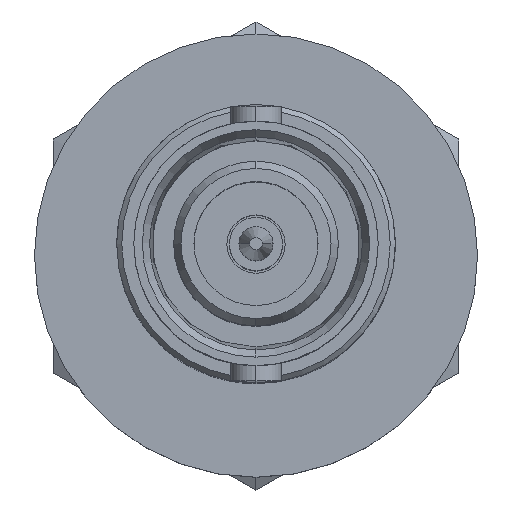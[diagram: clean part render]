
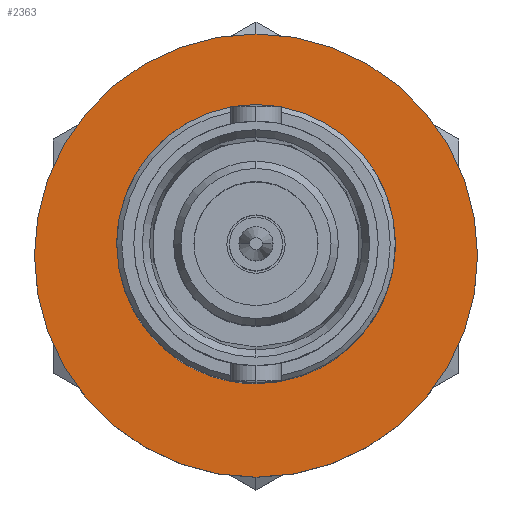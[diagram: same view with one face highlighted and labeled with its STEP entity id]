
A CAD part, top view. The second image highlights one B-rep face of the part: STEP entity #2363.
In plain terms, the highlighted face is planar.
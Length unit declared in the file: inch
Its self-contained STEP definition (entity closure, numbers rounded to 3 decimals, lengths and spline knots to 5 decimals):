
#288 = CARTESIAN_POINT ( 'NONE',  ( 0.91732, -0.34449, 0. ) ) ;
#296 = EDGE_CURVE ( 'NONE', #3225, #4281, #10828, .T. ) ;
#692 = DIRECTION ( 'NONE',  ( 1., 0., 0. ) ) ;
#967 = AXIS2_PLACEMENT_3D ( 'NONE', #2104, #2342, #8488 ) ;
#1301 = ORIENTED_EDGE ( 'NONE', *, *, #296, .F. ) ;
#1602 = VERTEX_POINT ( 'NONE', #10547 ) ;
#2083 = AXIS2_PLACEMENT_3D ( 'NONE', #6188, #9836, #2428 ) ;
#2104 = CARTESIAN_POINT ( 'NONE',  ( 0.91732, 0., 0. ) ) ;
#2259 = CIRCLE ( 'NONE', #7787, 0.34449 ) ;
#2342 = DIRECTION ( 'NONE',  ( -1., 0., 0. ) ) ;
#2363 = ADVANCED_FACE ( 'NONE', ( #9577, #10397 ), #9454, .F. ) ;
#2399 = DIRECTION ( 'NONE',  ( -1., 0., 0. ) ) ;
#2428 = DIRECTION ( 'NONE',  ( 0., 1., 0. ) ) ;
#2542 = ORIENTED_EDGE ( 'NONE', *, *, #6734, .T. ) ;
#3225 = VERTEX_POINT ( 'NONE', #5886 ) ;
#3717 = ORIENTED_EDGE ( 'NONE', *, *, #6044, .T. ) ;
#4281 = VERTEX_POINT ( 'NONE', #288 ) ;
#4427 = DIRECTION ( 'NONE',  ( 1., 0., 0. ) ) ;
#5884 = CIRCLE ( 'NONE', #11030, 0.19685 ) ;
#5886 = CARTESIAN_POINT ( 'NONE',  ( 0.91732, 0.34449, 0. ) ) ;
#6044 = EDGE_CURVE ( 'NONE', #3225, #4281, #2259, .T. ) ;
#6188 = CARTESIAN_POINT ( 'NONE',  ( 0.91732, 0., 0. ) ) ;
#6333 = CARTESIAN_POINT ( 'NONE',  ( 0.91732, 0., 0. ) ) ;
#6713 = CARTESIAN_POINT ( 'NONE',  ( 0.91732, 0., 0. ) ) ;
#6734 = EDGE_CURVE ( 'NONE', #7720, #1602, #8003, .T. ) ;
#7263 = DIRECTION ( 'NONE',  ( 0., 1., 0. ) ) ;
#7590 = DIRECTION ( 'NONE',  ( 0., 1., 0. ) ) ;
#7720 = VERTEX_POINT ( 'NONE', #8769 ) ;
#7787 = AXIS2_PLACEMENT_3D ( 'NONE', #6333, #4427, #8071 ) ;
#8003 = CIRCLE ( 'NONE', #2083, 0.19685 ) ;
#8071 = DIRECTION ( 'NONE',  ( 0., 1., 0. ) ) ;
#8488 = DIRECTION ( 'NONE',  ( 0., 0., 1. ) ) ;
#8769 = CARTESIAN_POINT ( 'NONE',  ( 0.91732, 0.19685, 0. ) ) ;
#8929 = CARTESIAN_POINT ( 'NONE',  ( 0.91732, 0., 0. ) ) ;
#9176 = ORIENTED_EDGE ( 'NONE', *, *, #11169, .F. ) ;
#9454 = PLANE ( 'NONE',  #967 ) ;
#9577 = FACE_BOUND ( 'NONE', #11127, .T. ) ;
#9836 = DIRECTION ( 'NONE',  ( -1., 0., 0. ) ) ;
#10397 = FACE_OUTER_BOUND ( 'NONE', #10601, .T. ) ;
#10547 = CARTESIAN_POINT ( 'NONE',  ( 0.91732, -0.19685, 0. ) ) ;
#10601 = EDGE_LOOP ( 'NONE', ( #3717, #1301 ) ) ;
#10828 = CIRCLE ( 'NONE', #11031, 0.34449 ) ;
#11031 = AXIS2_PLACEMENT_3D ( 'NONE', #6713, #2399, #7590 ) ;
#11030 = AXIS2_PLACEMENT_3D ( 'NONE', #8929, #692, #7263 ) ;
#11127 = EDGE_LOOP ( 'NONE', ( #2542, #9176 ) ) ;
#11169 = EDGE_CURVE ( 'NONE', #7720, #1602, #5884, .T. ) ;
